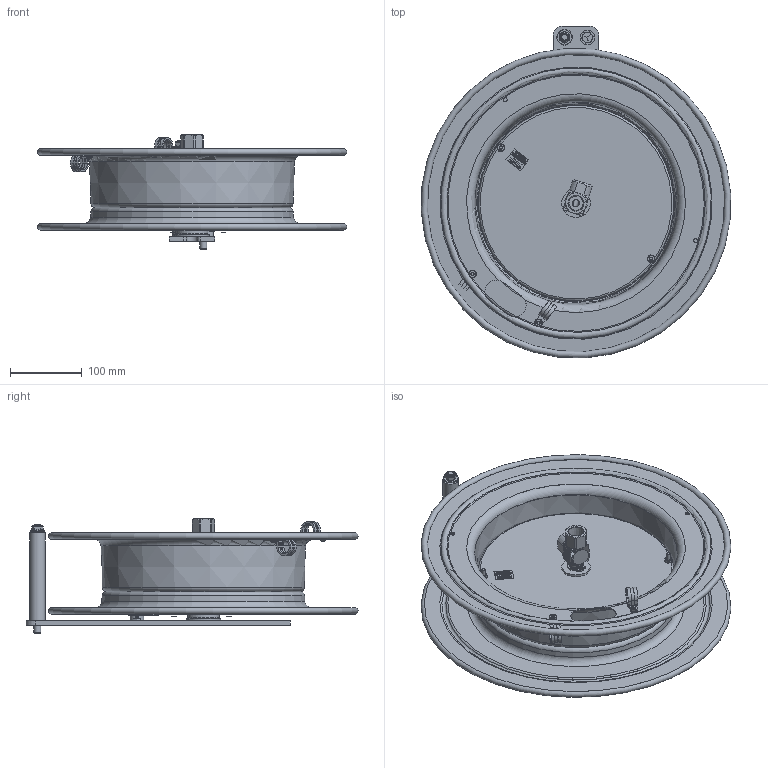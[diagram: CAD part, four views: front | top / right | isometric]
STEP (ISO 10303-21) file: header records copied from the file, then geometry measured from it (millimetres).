
FILE_DESCRIPTION(/* description */ (''),/* implementation_level */ '2;1');
FILE_NAME(/* name */ 'EZ-SR17-L430_SHARED.stp',/* time_stamp */ '2020-04-16T11:00:11-07:00',/* author */ ('NMelton'),/* organization */ (''),/* preprocessor_version */ 'ST-DEVELOPER v17',/* originating_system */ 'Autodesk Inventor 2019',/* authorisation */ '');
FILE_SCHEMA (('AUTOMOTIVE_DESIGN { 1 0 10303 214 3 1 1 }'));
Products named in the file (1): EZ-SR17-L430_SHARED
Bounding box: 430.98 x 462.51 x 159.64 mm (x, y, z)
Surface area: 867954.4 mm2 (no closed solid volume)
Topology: 0 solids, 139 shells, 1619 faces, 7575 edges, 5886 vertices
Faces by surface type: plane 807, cylinder 442, bspline 161, cone 152, torus 48, sphere 9
Full cylindrical faces by diameter (mm): 2.159 x2, 4.826 x6, 5.588 x4, 7.112 x1, 9.525 x1, 10.312 x1, 12.548 x2, 12.7 x1, 12.859 x1, 17.882 x1, 18.034 x1, 19.05 x3, 20.574 x1, 20.625 x2, 21.133 x1, 21.336 x1, 39.624 x1, 44.044 x1, 48.26 x1
Entity records: 84473 total; most frequent: CARTESIAN_POINT 26177, DIRECTION 10506, ORIENTED_EDGE 10380, EDGE_CURVE 7562, VERTEX_POINT 5886, LINE 4394, VECTOR 4394, AXIS2_PLACEMENT_3D 3056
